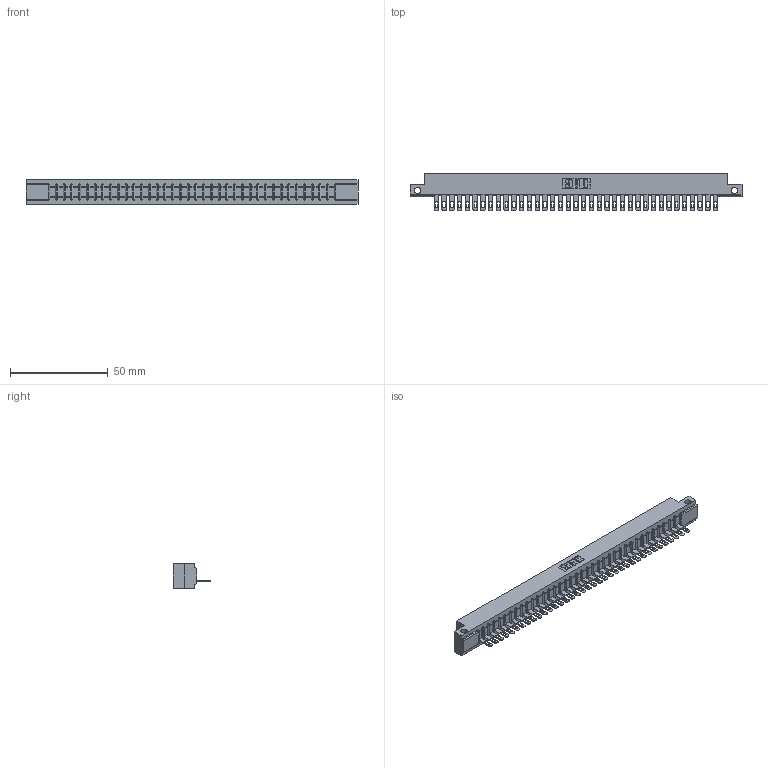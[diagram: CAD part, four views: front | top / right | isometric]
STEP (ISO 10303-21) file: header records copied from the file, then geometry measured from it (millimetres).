
FILE_DESCRIPTION (( 'STEP AP203' ), '1' );
FILE_NAME ('307-037-505-112.STEP', '2019-09-04T04:03:38', ( '' ), ( '' ), 'SwSTEP 2.0', 'SolidWorks 2016', '' );
FILE_SCHEMA (( 'CONFIG_CONTROL_DESIGN' ));
Length unit declared in the file: inch
Products named in the file (3): 307 Part_.128 Dia Side Mounting Holes; 307-290-001_505; 307-037-505-112
Assembly tree (38 placements, depth 2):
  307-037-505-112
    307 Part_.128 Dia Side Mounting Holes
    307-290-001_505  x37
Bounding box: 169.62 x 19.18 x 12.7 mm (x, y, z)
Volume: 17488.3 mm3; surface area: 18737.5 mm2
Topology: 38 solids, 38 shells, 2228 faces, 6317 edges, 4058 vertices
Faces by surface type: plane 1402, cylinder 750, sphere 76
Entity records: 32312 total; most frequent: CARTESIAN_POINT 5440, ORIENTED_EDGE 5426, DIRECTION 5295, EDGE_CURVE 2713, VECTOR 2077, LINE 2077, VERTEX_POINT 1754, AXIS2_PLACEMENT_3D 1609
